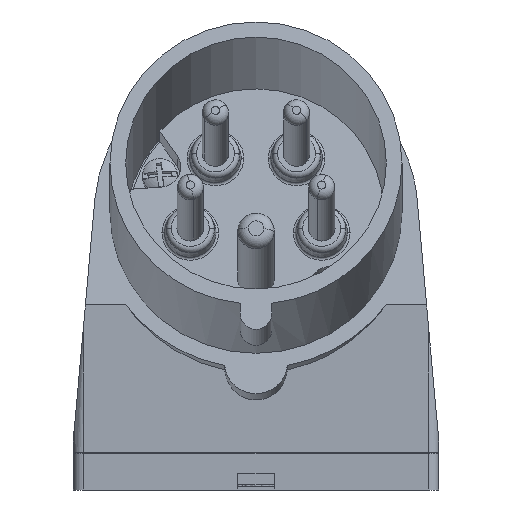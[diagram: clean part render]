
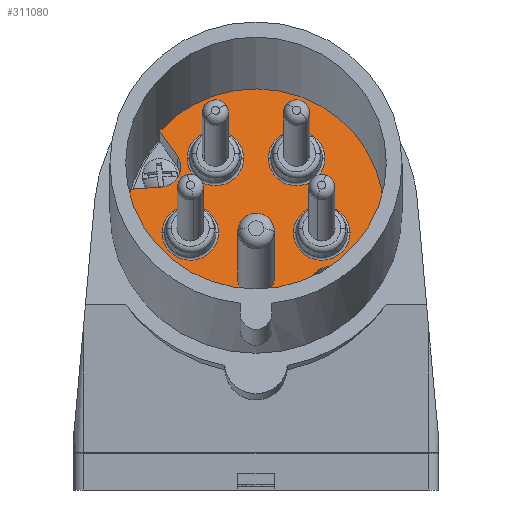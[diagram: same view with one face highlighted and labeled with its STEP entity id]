
A CAD part, front view. The second image highlights one B-rep face of the part: STEP entity #311080.
In plain terms, the highlighted planar face has unit normal (0, -0.966, 0.259).
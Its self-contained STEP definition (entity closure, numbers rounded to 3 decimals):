
#309110=CARTESIAN_POINT('',(19.5,74.447,
46.053));
#309120=VERTEX_POINT('',#309110);
#309150=CARTESIAN_POINT('',(44.,74.447,
46.053));
#309160=DIRECTION('',(0.,-0.966,
0.259));
#309170=DIRECTION('',(1.,0.,0.));
#309180=AXIS2_PLACEMENT_3D('',#309150,#309160,#309170);
#309190=CIRCLE('',#309180,24.5);
#309200=CARTESIAN_POINT('',(55.795,68.889,
25.311));
#309210=VERTEX_POINT('',#309200);
#309220=EDGE_CURVE('',#309120,#309210,#309190,.T.);
#309450=CARTESIAN_POINT('',(65.049,71.202,
33.943));
#309460=VERTEX_POINT('',#309450);
#309490=CARTESIAN_POINT('',(68.5,74.447,
46.053));
#309500=VERTEX_POINT('',#309490);
#309510=EDGE_CURVE('',#309460,#309500,#309190,.T.);
#309700=CARTESIAN_POINT('',(65.517,76.676,
54.371));
#309710=DIRECTION('',(0.,-0.966,
0.259));
#309720=DIRECTION('',(1.,0.,0.));
#309730=AXIS2_PLACEMENT_3D('',#309700,#309710,#309720);
#309740=PLANE('',#309730);
#309750=ORIENTED_EDGE('',*,*,#309510,.T.);
#309760=CARTESIAN_POINT('',(47.078,72.535,
38.92));
#309770=DIRECTION('',(0.961,-0.071,
-0.266));
#309780=VECTOR('',#309770,1.);
#309790=LINE('',#309760,#309780);
#309800=CARTESIAN_POINT('',(59.343,71.625,
35.523));
#309810=VERTEX_POINT('',#309800);
#309820=EDGE_CURVE('',#309810,#309460,#309790,.T.);
#309830=ORIENTED_EDGE('',*,*,#309820,.T.);
#309840=CARTESIAN_POINT('',(58.24,70.63,
31.809));
#309850=DIRECTION('',(0.,-0.966,
0.259));
#309860=DIRECTION('',(1.,0.,0.));
#309870=AXIS2_PLACEMENT_3D('',#309840,#309850,#309860);
#309880=CIRCLE('',#309870,4.);
#309890=CARTESIAN_POINT('',(54.359,70.38,
30.874));
#309900=VERTEX_POINT('',#309890);
#309910=EDGE_CURVE('',#309810,#309900,#309880,.T.);
#309920=ORIENTED_EDGE('',*,*,#309910,.F.);
#309930=CARTESIAN_POINT('',(47.03,77.988,
59.269));
#309940=DIRECTION('',(-0.242,0.251,
0.937));
#309950=VECTOR('',#309940,1.);
#309960=LINE('',#309930,#309950);
#309970=EDGE_CURVE('',#309210,#309900,#309960,.T.);
#309980=ORIENTED_EDGE('',*,*,#309970,.T.);
#309990=ORIENTED_EDGE('',*,*,#309220,.T.);
#310000=CARTESIAN_POINT('',(19.932,75.633,
50.479));
#310010=VERTEX_POINT('',#310000);
#310020=EDGE_CURVE('',#310010,#309120,#309190,.T.);
#310030=ORIENTED_EDGE('',*,*,#310020,.T.);
#310040=CARTESIAN_POINT('',(47.078,76.124,
52.313));
#310050=DIRECTION('',(-0.998,-0.018,
-0.067));
#310060=VECTOR('',#310050,1.);
#310070=LINE('',#310040,#310060);
#310080=CARTESIAN_POINT('',(25.854,75.74,
50.879));
#310090=VERTEX_POINT('',#310080);
#310100=EDGE_CURVE('',#310090,#310010,#310070,.T.);
#310110=ORIENTED_EDGE('',*,*,#310100,.T.);
#310120=CARTESIAN_POINT('',(25.575,76.773,
54.734));
#310130=DIRECTION('',(0.,-0.966,
0.259));
#310140=DIRECTION('',(1.,0.,0.));
#310150=AXIS2_PLACEMENT_3D('',#310120,#310130,#310140);
#310160=CIRCLE('',#310150,4.);
#310170=CARTESIAN_POINT('',(28.891,77.352,
56.894));
#310180=VERTEX_POINT('',#310170);
#310190=EDGE_CURVE('',#310090,#310180,#310160,.T.);
#310200=ORIENTED_EDGE('',*,*,#310190,.F.);
#310210=CARTESIAN_POINT('',(27.232,77.988,
59.269));
#310220=DIRECTION('',(0.559,-0.215,
-0.801));
#310230=VECTOR('',#310220,1.);
#310240=LINE('',#310210,#310230);
#310250=CARTESIAN_POINT('',(25.572,78.625,
61.647));
#310260=VERTEX_POINT('',#310250);
#310270=EDGE_CURVE('',#310260,#310180,#310240,.T.);
#310280=ORIENTED_EDGE('',*,*,#310270,.T.);
#310290=EDGE_CURVE('',#309500,#310260,#309190,.T.);
#310300=ORIENTED_EDGE('',*,*,#310290,.T.);
#310310=EDGE_LOOP('',(#310300,#310280,#310200,#310110,#310030,#309990,
#309980,#309920,#309830,#309750));
#310320=FACE_OUTER_BOUND('',#310310,.T.);
#310330=CARTESIAN_POINT('',(56.601,73.387,
42.098));
#310340=DIRECTION('',(0.,0.966,
-0.259));
#310350=DIRECTION('',(-1.,0.,0.));
#310360=AXIS2_PLACEMENT_3D('',#310330,#310340,#310350);
#310370=CIRCLE('',#310360,5.434);
#310380=CARTESIAN_POINT('',(51.168,73.387,
42.098));
#310390=VERTEX_POINT('',#310380);
#310400=CARTESIAN_POINT('',(62.035,73.387,
42.098));
#310410=VERTEX_POINT('',#310400);
#310420=EDGE_CURVE('',#310390,#310410,#310370,.T.);
#310430=ORIENTED_EDGE('',*,*,#310420,.T.);
#310440=EDGE_CURVE('',#310410,#310390,#310370,.T.);
#310450=ORIENTED_EDGE('',*,*,#310440,.T.);
#310460=EDGE_LOOP('',(#310450,#310430));
#310470=FACE_BOUND('',#310460,.T.);
#310480=CARTESIAN_POINT('',(36.212,77.221,
56.407));
#310490=DIRECTION('',(0.,0.966,
-0.259));
#310500=DIRECTION('',(-1.,0.,0.));
#310510=AXIS2_PLACEMENT_3D('',#310480,#310490,#310500);
#310520=CIRCLE('',#310510,5.434);
#310530=CARTESIAN_POINT('',(30.778,77.221,
56.407));
#310540=VERTEX_POINT('',#310530);
#310550=CARTESIAN_POINT('',(41.645,77.221,
56.407));
#310560=VERTEX_POINT('',#310550);
#310570=EDGE_CURVE('',#310540,#310560,#310520,.T.);
#310580=ORIENTED_EDGE('',*,*,#310570,.T.);
#310590=EDGE_CURVE('',#310560,#310540,#310520,.T.);
#310600=ORIENTED_EDGE('',*,*,#310590,.T.);
#310610=EDGE_LOOP('',(#310600,#310580));
#310620=FACE_BOUND('',#310610,.T.);
#310630=CARTESIAN_POINT('',(31.399,73.387,
42.098));
#310640=DIRECTION('',(0.,0.966,
-0.259));
#310650=DIRECTION('',(-1.,0.,0.));
#310660=AXIS2_PLACEMENT_3D('',#310630,#310640,#310650);
#310670=CIRCLE('',#310660,5.434);
#310680=CARTESIAN_POINT('',(25.965,73.387,
42.098));
#310690=VERTEX_POINT('',#310680);
#310700=CARTESIAN_POINT('',(36.832,73.387,
42.098));
#310710=VERTEX_POINT('',#310700);
#310720=EDGE_CURVE('',#310690,#310710,#310670,.T.);
#310730=ORIENTED_EDGE('',*,*,#310720,.T.);
#310740=EDGE_CURVE('',#310710,#310690,#310670,.T.);
#310750=ORIENTED_EDGE('',*,*,#310740,.T.);
#310760=EDGE_LOOP('',(#310750,#310730));
#310770=FACE_BOUND('',#310760,.T.);
#310780=CARTESIAN_POINT('',(51.788,77.221,
56.407));
#310790=DIRECTION('',(0.,0.966,
-0.259));
#310800=DIRECTION('',(-1.,0.,0.));
#310810=AXIS2_PLACEMENT_3D('',#310780,#310790,#310800);
#310820=CIRCLE('',#310810,5.434);
#310830=CARTESIAN_POINT('',(46.355,77.221,
56.407));
#310840=VERTEX_POINT('',#310830);
#310850=CARTESIAN_POINT('',(57.222,77.221,
56.407));
#310860=VERTEX_POINT('',#310850);
#310870=EDGE_CURVE('',#310840,#310860,#310820,.T.);
#310880=ORIENTED_EDGE('',*,*,#310870,.T.);
#310890=EDGE_CURVE('',#310860,#310840,#310820,.T.);
#310900=ORIENTED_EDGE('',*,*,#310890,.T.);
#310910=EDGE_LOOP('',(#310900,#310880));
#310920=FACE_BOUND('',#310910,.T.);
#310930=CARTESIAN_POINT('',(44.,71.017,
33.255));
#310940=DIRECTION('',(0.,0.966,
-0.259));
#310950=DIRECTION('',(0.999,-0.014,
-0.051));
#310960=AXIS2_PLACEMENT_3D('',#310930,#310940,#310950);
#310970=CIRCLE('',#310960,3.5);
#310980=CARTESIAN_POINT('',(47.495,70.97,
33.078));
#310990=VERTEX_POINT('',#310980);
#311000=CARTESIAN_POINT('',(40.505,71.065,
33.432));
#311010=VERTEX_POINT('',#311000);
#311020=EDGE_CURVE('',#310990,#311010,#310970,.T.);
#311030=ORIENTED_EDGE('',*,*,#311020,.T.);
#311040=EDGE_CURVE('',#311010,#310990,#310970,.T.);
#311050=ORIENTED_EDGE('',*,*,#311040,.T.);
#311060=EDGE_LOOP('',(#311050,#311030));
#311070=FACE_BOUND('',#311060,.T.);
#311080=ADVANCED_FACE('',(#310320,#310470,#310620,#310770,#310920,
#311070),#309740,.T.);
